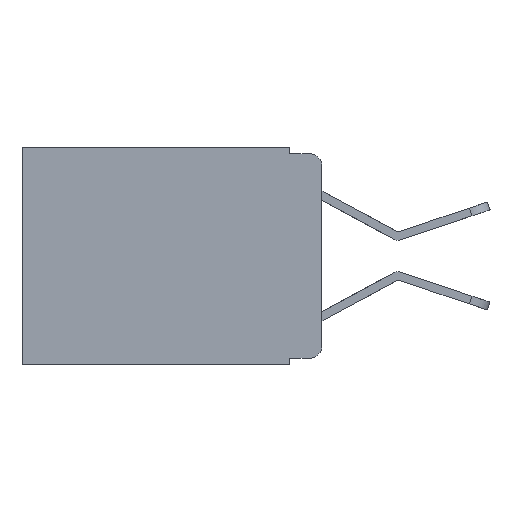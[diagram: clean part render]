
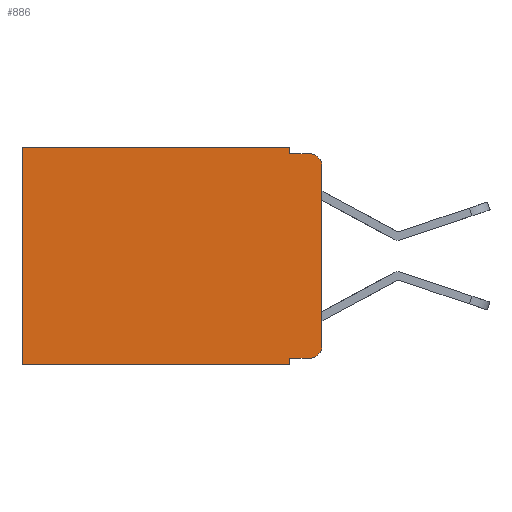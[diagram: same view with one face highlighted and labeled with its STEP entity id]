
A CAD part, left-side view. The second image highlights one B-rep face of the part: STEP entity #886.
In plain terms, the highlighted planar face has unit normal (-1, 0, 0).
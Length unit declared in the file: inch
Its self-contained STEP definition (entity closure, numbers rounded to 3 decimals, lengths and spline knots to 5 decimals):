
#146 = FACE_OUTER_BOUND ( 'NONE', #9951, .T. ) ;
#246 = VECTOR ( 'NONE', #10546, 39.37008 ) ;
#363 = VERTEX_POINT ( 'NONE', #928 ) ;
#467 = VECTOR ( 'NONE', #2257, 39.37008 ) ;
#507 = EDGE_CURVE ( 'NONE', #965, #10891, #8446, .T. ) ;
#737 = CARTESIAN_POINT ( 'NONE',  ( 0.298, 0.051, 0. ) ) ;
#751 = CARTESIAN_POINT ( 'NONE',  ( 0.298, 0., 0. ) ) ;
#886 = ADVANCED_FACE ( 'NONE', ( #146 ), #7490, .F. ) ;
#928 = CARTESIAN_POINT ( 'NONE',  ( 0.298, 0., -0.03 ) ) ;
#965 = VERTEX_POINT ( 'NONE', #7543 ) ;
#1191 = LINE ( 'NONE', #751, #5185 ) ;
#1340 = ORIENTED_EDGE ( 'NONE', *, *, #2922, .F. ) ;
#1412 = VECTOR ( 'NONE', #7043, 39.37008 ) ;
#1501 = DIRECTION ( 'NONE',  ( -1., 0., 0. ) ) ;
#1578 = CARTESIAN_POINT ( 'NONE',  ( 0.298, 0.051, -0.333 ) ) ;
#1643 = CARTESIAN_POINT ( 'NONE',  ( 0.298, 0.051, 0. ) ) ;
#1686 = CARTESIAN_POINT ( 'NONE',  ( 0.298, 0., -0.313 ) ) ;
#2127 = VERTEX_POINT ( 'NONE', #7479 ) ;
#2214 = LINE ( 'NONE', #6280, #4687 ) ;
#2257 = DIRECTION ( 'NONE',  ( 0., 0., -1. ) ) ;
#2281 = LINE ( 'NONE', #5021, #467 ) ;
#2304 = EDGE_CURVE ( 'NONE', #6640, #10950, #10719, .T. ) ;
#2340 = CARTESIAN_POINT ( 'NONE',  ( 0.298, 0.02, -0.03 ) ) ;
#2757 = ORIENTED_EDGE ( 'NONE', *, *, #6829, .T. ) ;
#2922 = EDGE_CURVE ( 'NONE', #2127, #6222, #7190, .T. ) ;
#3054 = ORIENTED_EDGE ( 'NONE', *, *, #3576, .F. ) ;
#3301 = DIRECTION ( 'NONE',  ( 0., 0., -1. ) ) ;
#3314 = VERTEX_POINT ( 'NONE', #8094 ) ;
#3476 = ORIENTED_EDGE ( 'NONE', *, *, #9424, .T. ) ;
#3576 = EDGE_CURVE ( 'NONE', #363, #10891, #2214, .T. ) ;
#4159 = ORIENTED_EDGE ( 'NONE', *, *, #2304, .F. ) ;
#4371 = CARTESIAN_POINT ( 'NONE',  ( 0.298, 0.473, -0.343 ) ) ;
#4412 = VECTOR ( 'NONE', #6257, 39.37008 ) ;
#4687 = VECTOR ( 'NONE', #7694, 39.37008 ) ;
#4824 = AXIS2_PLACEMENT_3D ( 'NONE', #10664, #1501, #11050 ) ;
#5021 = CARTESIAN_POINT ( 'NONE',  ( 0.298, 0.473, 0. ) ) ;
#5185 = VECTOR ( 'NONE', #6213, 39.37008 ) ;
#5610 = VERTEX_POINT ( 'NONE', #737 ) ;
#5656 = DIRECTION ( 'NONE',  ( 0., -1., 0. ) ) ;
#6213 = DIRECTION ( 'NONE',  ( 0., 1., 0. ) ) ;
#6222 = VERTEX_POINT ( 'NONE', #4371 ) ;
#6257 = DIRECTION ( 'NONE',  ( 0., 0., -1. ) ) ;
#6264 = LINE ( 'NONE', #1578, #1412 ) ;
#6280 = CARTESIAN_POINT ( 'NONE',  ( 0.298, 0., 0. ) ) ;
#6391 = ORIENTED_EDGE ( 'NONE', *, *, #9011, .F. ) ;
#6551 = LINE ( 'NONE', #8813, #4412 ) ;
#6640 = VERTEX_POINT ( 'NONE', #10111 ) ;
#6654 = EDGE_CURVE ( 'NONE', #9907, #6222, #2281, .T. ) ;
#6791 = CARTESIAN_POINT ( 'NONE',  ( 0.298, 0.473, 0. ) ) ;
#6817 = EDGE_CURVE ( 'NONE', #5610, #6640, #9720, .T. ) ;
#6829 = EDGE_CURVE ( 'NONE', #5610, #9907, #1191, .T. ) ;
#7014 = CARTESIAN_POINT ( 'NONE',  ( 0.298, 0., 0. ) ) ;
#7043 = DIRECTION ( 'NONE',  ( 0., -1., 0. ) ) ;
#7190 = LINE ( 'NONE', #10683, #246 ) ;
#7479 = CARTESIAN_POINT ( 'NONE',  ( 0.298, 0.051, -0.343 ) ) ;
#7490 = PLANE ( 'NONE',  #9239 ) ;
#7543 = CARTESIAN_POINT ( 'NONE',  ( 0.298, 0.02, -0.333 ) ) ;
#7694 = DIRECTION ( 'NONE',  ( 0., 0., -1. ) ) ;
#7805 = VECTOR ( 'NONE', #7958, 39.37008 ) ;
#7958 = DIRECTION ( 'NONE',  ( 0., 0., -1. ) ) ;
#8094 = CARTESIAN_POINT ( 'NONE',  ( 0.298, 0.051, -0.333 ) ) ;
#8446 = CIRCLE ( 'NONE', #4824, 0.02 ) ;
#8546 = VECTOR ( 'NONE', #5656, 39.37008 ) ;
#8613 = DIRECTION ( 'NONE',  ( -1., 0., 0. ) ) ;
#8645 = ORIENTED_EDGE ( 'NONE', *, *, #8821, .T. ) ;
#8813 = CARTESIAN_POINT ( 'NONE',  ( 0.298, 0.051, 0. ) ) ;
#8821 = EDGE_CURVE ( 'NONE', #363, #10950, #10854, .T. ) ;
#9011 = EDGE_CURVE ( 'NONE', #3314, #2127, #6551, .T. ) ;
#9113 = ORIENTED_EDGE ( 'NONE', *, *, #507, .T. ) ;
#9239 = AXIS2_PLACEMENT_3D ( 'NONE', #7014, #11214, #11292 ) ;
#9424 = EDGE_CURVE ( 'NONE', #3314, #965, #6264, .T. ) ;
#9600 = ORIENTED_EDGE ( 'NONE', *, *, #6654, .T. ) ;
#9667 = AXIS2_PLACEMENT_3D ( 'NONE', #2340, #8613, #3301 ) ;
#9720 = LINE ( 'NONE', #1643, #7805 ) ;
#9907 = VERTEX_POINT ( 'NONE', #6791 ) ;
#9951 = EDGE_LOOP ( 'NONE', ( #3054, #8645, #4159, #9995, #2757, #9600, #1340, #6391, #3476, #9113 ) ) ;
#9995 = ORIENTED_EDGE ( 'NONE', *, *, #6817, .F. ) ;
#10111 = CARTESIAN_POINT ( 'NONE',  ( 0.298, 0.051, -0.01 ) ) ;
#10271 = CARTESIAN_POINT ( 'NONE',  ( 0.298, 0.051, -0.01 ) ) ;
#10509 = CARTESIAN_POINT ( 'NONE',  ( 0.298, 0.02, -0.01 ) ) ;
#10546 = DIRECTION ( 'NONE',  ( 0., 1., 0. ) ) ;
#10664 = CARTESIAN_POINT ( 'NONE',  ( 0.298, 0.02, -0.313 ) ) ;
#10683 = CARTESIAN_POINT ( 'NONE',  ( 0.298, 0., -0.343 ) ) ;
#10719 = LINE ( 'NONE', #10271, #8546 ) ;
#10854 = CIRCLE ( 'NONE', #9667, 0.02 ) ;
#10891 = VERTEX_POINT ( 'NONE', #1686 ) ;
#10950 = VERTEX_POINT ( 'NONE', #10509 ) ;
#11050 = DIRECTION ( 'NONE',  ( 0., 0., -1. ) ) ;
#11214 = DIRECTION ( 'NONE',  ( 1., 0., 0. ) ) ;
#11292 = DIRECTION ( 'NONE',  ( 0., 0., -1. ) ) ;
